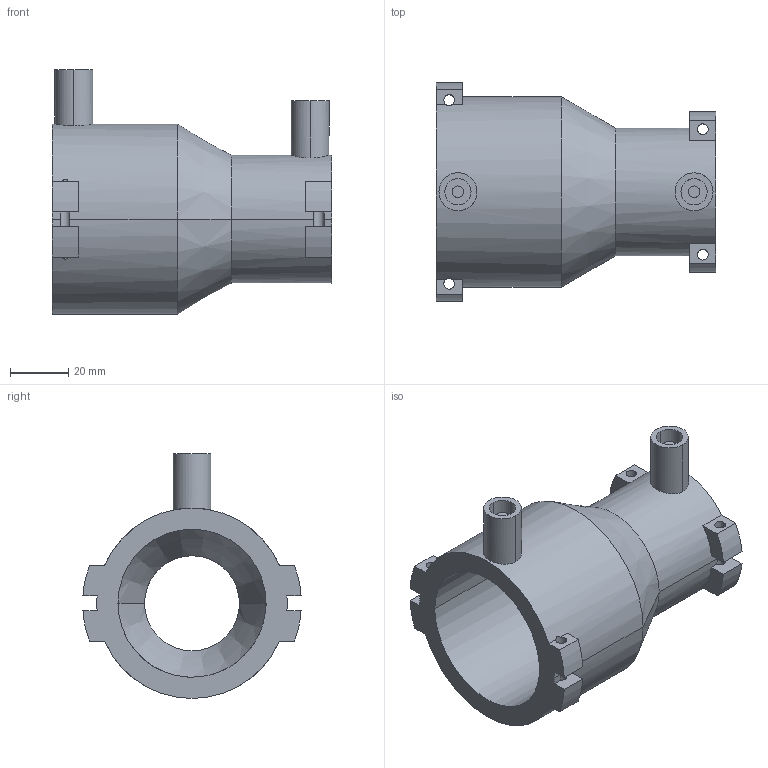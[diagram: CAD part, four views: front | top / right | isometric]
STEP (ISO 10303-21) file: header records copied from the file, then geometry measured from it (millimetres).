
FILE_DESCRIPTION(('STEP AP214'),'1');
FILE_NAME('cctmp_64F5CA95-1DB9-477C-89E7-7E885C687FB8_2020_6_8_10_27_46_30..stp','2020-06-08T08:27:46',('Georg Fischer Piping Systems Ltd.'),('CADClick - www.CADClick.com'),'Spatial InterOp 3D',' ','unknown authorization');
FILE_SCHEMA(('AUTOMOTIVE_DESIGN'));
Length unit declared in the file: millimetre
Products named in the file (1): 753901651
Bounding box: 96 x 74.83 x 84 mm (x, y, z)
Volume: 105965.8 mm3; surface area: 37635.3 mm2
Topology: 1 solids, 1 shells, 80 faces, 234 edges, 154 vertices
Faces by surface type: cylinder 44, plane 32, cone 4
Entity records: 3620 total; most frequent: CARTESIAN_POINT 749, DIRECTION 470, ORIENTED_EDGE 468, EDGE_CURVE 234, AXIS2_PLACEMENT_3D 179, VERTEX_POINT 154, LINE 112, VECTOR 112
